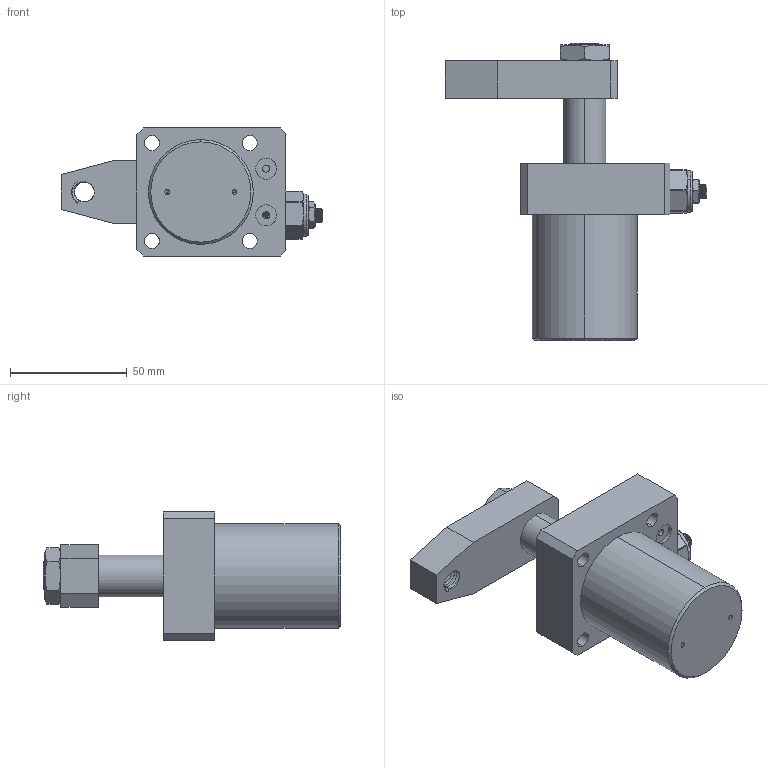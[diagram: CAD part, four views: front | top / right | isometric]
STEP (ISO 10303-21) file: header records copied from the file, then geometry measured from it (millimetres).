
FILE_DESCRIPTION (( 'STEP AP203' ), '1' );
FILE_NAME ('chs-famt25s_asm.STEP', '2019-05-07T08:34:11', ( '' ), ( '' ), 'SwSTEP 2.0', 'SolidWorks 2017', '' );
FILE_SCHEMA (( 'CONFIG_CONTROL_DESIGN' ));
Length unit declared in the file: millimetre
Products named in the file (8): 20概极; CHS-25S-01_2; CHS-25S-02_2; 20覃厒裝; chs-famt25s_asm; hex thin nuts-grades ab-chamfered gb(GB_FASTENER_NUT_STNAB M6-S); M14_2; CHS-FAMT25BT
Assembly tree (7 placements, depth 2):
  chs-famt25s_asm
    CHS-25S-02_2
    CHS-25S-01_2
    M14_2
    CHS-FAMT25BT
    20概极
    20覃厒裝
    hex thin nuts-grades ab-chamfered gb(GB_FASTENER_NUT_STNAB M6-S)
Bounding box: 112.4 x 127.5 x 55 mm (x, y, z)
Volume: 188256.5 mm3; surface area: 47980.9 mm2
Topology: 9 solids, 9 shells, 565 faces, 1523 edges, 988 vertices
Faces by surface type: cylinder 219, bspline 129, plane 114, cone 103
Entity records: 40309 total; most frequent: CARTESIAN_POINT 27430, ORIENTED_EDGE 3026, DIRECTION 1765, EDGE_CURVE 1513, VERTEX_POINT 988, B_SPLINE_CURVE_WITH_KNOTS 716, AXIS2_PLACEMENT_3D 664, EDGE_LOOP 621
